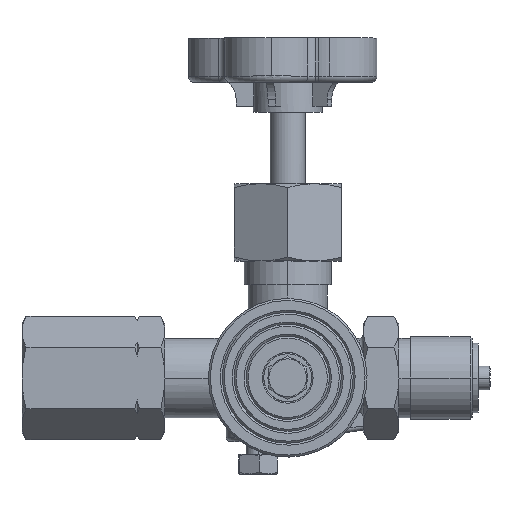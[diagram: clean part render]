
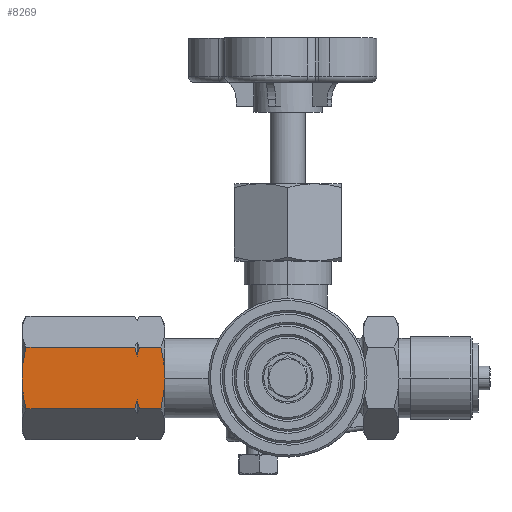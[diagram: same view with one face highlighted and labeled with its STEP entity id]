
A CAD part, top view. The second image highlights one B-rep face of the part: STEP entity #8269.
In plain terms, the highlighted face is planar.
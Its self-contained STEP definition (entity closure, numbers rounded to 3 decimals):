
#79 = CARTESIAN_POINT ( 'NONE',  ( 15.588, 0., 18. ) ) ;
#319 = CARTESIAN_POINT ( 'NONE',  ( 11.367, -7.313, 18. ) ) ;
#342 = B_SPLINE_CURVE_WITH_KNOTS ( 'NONE', 3,
 ( #14467, #10017, #4420, #14279 ),
 .UNSPECIFIED., .F., .F.,
 ( 4, 4 ),
 ( 0.012, 0.014 ),
 .UNSPECIFIED. ) ;
#343 = CARTESIAN_POINT ( 'NONE',  ( 7.794, -13.5, 18. ) ) ;
#580 = ORIENTED_EDGE ( 'NONE', *, *, #12267, .F. ) ;
#974 = CARTESIAN_POINT ( 'NONE',  ( 12.999, -4.485, 17.907 ) ) ;
#1399 = EDGE_CURVE ( 'NONE', #16700, #16220, #2729, .T. ) ;
#1613 = VERTEX_POINT ( 'NONE', #16278 ) ;
#1767 = B_SPLINE_CURVE_WITH_KNOTS ( 'NONE', 3,
 ( #2524, #3948, #12391, #9730 ),
 .UNSPECIFIED., .F., .F.,
 ( 4, 4 ),
 ( 0.025, 0.027 ),
 .UNSPECIFIED. ) ;
#1873 = EDGE_CURVE ( 'NONE', #18187, #8256, #342, .T. ) ;
#1875 = CARTESIAN_POINT ( 'NONE',  ( 7.794, -13.5, 18. ) ) ;
#1939 = VERTEX_POINT ( 'NONE', #5481 ) ;
#2209 = CARTESIAN_POINT ( 'NONE',  ( 14.298, -2.236, 17.561 ) ) ;
#2331 = B_SPLINE_CURVE_WITH_KNOTS ( 'NONE', 3,
 ( #14703, #18590, #17182, #15763 ),
 .UNSPECIFIED., .F., .F.,
 ( 4, 4 ),
 ( 0.012, 0.014 ),
 .UNSPECIFIED. ) ;
#2524 = CARTESIAN_POINT ( 'NONE',  ( 8.927, -11.539, 11. ) ) ;
#2645 = CARTESIAN_POINT ( 'NONE',  ( 11.691, -6.75, -18. ) ) ;
#2729 = LINE ( 'NONE', #79, #3209 ) ;
#2987 = ORIENTED_EDGE ( 'NONE', *, *, #18689, .F. ) ;
#3022 = FACE_OUTER_BOUND ( 'NONE', #10656, .T. ) ;
#3084 = ORIENTED_EDGE ( 'NONE', *, *, #4758, .F. ) ;
#3198 = DIRECTION ( 'NONE',  ( 0., 0., -1. ) ) ;
#3209 = VECTOR ( 'NONE', #11268, 1000. ) ;
#3247 = EDGE_CURVE ( 'NONE', #1613, #8200, #15689, .T. ) ;
#3337 = ORIENTED_EDGE ( 'NONE', *, *, #8544, .T. ) ;
#3393 = B_SPLINE_CURVE_WITH_KNOTS ( 'NONE', 3,
 ( #13357, #9178, #9370, #5016 ),
 .UNSPECIFIED., .F., .F.,
 ( 4, 4 ),
 ( 0.025, 0.027 ),
 .UNSPECIFIED. ) ;
#3498 = CARTESIAN_POINT ( 'NONE',  ( 7.794, -13.5, -17. ) ) ;
#3580 = LINE ( 'NONE', #1875, #14493 ) ;
#3948 = CARTESIAN_POINT ( 'NONE',  ( 8.545, -12.199, 11.167 ) ) ;
#4172 = CARTESIAN_POINT ( 'NONE',  ( 8.435, -12.39, 17.307 ) ) ;
#4257 = CARTESIAN_POINT ( 'NONE',  ( 8.927, -11.539, 11. ) ) ;
#4356 = LINE ( 'NONE', #11650, #9585 ) ;
#4420 = CARTESIAN_POINT ( 'NONE',  ( 8.547, -12.197, 10.834 ) ) ;
#4678 = CARTESIAN_POINT ( 'NONE',  ( 11.041, -7.876, 17.977 ) ) ;
#4758 = EDGE_CURVE ( 'NONE', #15088, #1939, #2331, .T. ) ;
#5016 = CARTESIAN_POINT ( 'NONE',  ( 15.588, 0., 10.423 ) ) ;
#5068 = CARTESIAN_POINT ( 'NONE',  ( 7.794, -13.5, 10.423 ) ) ;
#5152 = ORIENTED_EDGE ( 'NONE', *, *, #6267, .F. ) ;
#5481 = CARTESIAN_POINT ( 'NONE',  ( 14.456, -1.961, 11. ) ) ;
#5600 = CARTESIAN_POINT ( 'NONE',  ( 9.081, -11.271, 17.559 ) ) ;
#5772 = LINE ( 'NONE', #343, #18436 ) ;
#6267 = EDGE_CURVE ( 'NONE', #1939, #16700, #3393, .T. ) ;
#6453 = CARTESIAN_POINT ( 'NONE',  ( 11.036, -7.885, -18. ) ) ;
#6741 = CARTESIAN_POINT ( 'NONE',  ( 12.016, -6.187, -18. ) ) ;
#6859 = CARTESIAN_POINT ( 'NONE',  ( 11.691, -6.75, 18. ) ) ;
#6929 = CARTESIAN_POINT ( 'NONE',  ( 15.588, 0., -17. ) ) ;
#6963 = EDGE_CURVE ( 'NONE', #18442, #12152, #9904, .T. ) ;
#7438 = CARTESIAN_POINT ( 'NONE',  ( 7.794, -13.5, 11.577 ) ) ;
#7558 = DIRECTION ( 'NONE',  ( 0., 0., -1. ) ) ;
#7774 = CARTESIAN_POINT ( 'NONE',  ( 11.691, -6.75, -18. ) ) ;
#7976 = CARTESIAN_POINT ( 'NONE',  ( 15.588, 0., 17. ) ) ;
#8200 = VERTEX_POINT ( 'NONE', #9758 ) ;
#8256 = VERTEX_POINT ( 'NONE', #4257 ) ;
#8265 = CARTESIAN_POINT ( 'NONE',  ( 11.691, -6.75, -18. ) ) ;
#8269 = ADVANCED_FACE ( 'NONE', ( #3022 ), #10035, .F. ) ;
#8544 = EDGE_CURVE ( 'NONE', #18187, #18442, #3580, .T. ) ;
#9178 = CARTESIAN_POINT ( 'NONE',  ( 14.837, -1.301, 10.833 ) ) ;
#9370 = CARTESIAN_POINT ( 'NONE',  ( 15.214, -0.648, 10.639 ) ) ;
#9585 = VECTOR ( 'NONE', #11755, 1000. ) ;
#9730 = CARTESIAN_POINT ( 'NONE',  ( 7.794, -13.5, 11.577 ) ) ;
#9758 = CARTESIAN_POINT ( 'NONE',  ( 7.794, -13.5, 17. ) ) ;
#9764 = CARTESIAN_POINT ( 'NONE',  ( 12.995, -4.493, -17.888 ) ) ;
#9904 = B_SPLINE_CURVE_WITH_KNOTS ( 'NONE', 3,
 ( #3498, #13437, #11934, #12119, #6453, #7774 ),
 .UNSPECIFIED., .F., .F.,
 ( 4, 2, 4 ),
 ( 0., 0.004, 0.008 ),
 .UNSPECIFIED. ) ;
#9948 = CARTESIAN_POINT ( 'NONE',  ( 15.588, 0., 10.423 ) ) ;
#9974 = CARTESIAN_POINT ( 'NONE',  ( 15.588, 0., 11.577 ) ) ;
#10017 = CARTESIAN_POINT ( 'NONE',  ( 8.168, -12.853, 10.638 ) ) ;
#10035 = PLANE ( 'NONE',  #18425 ) ;
#10636 = VERTEX_POINT ( 'NONE', #7438 ) ;
#10656 = EDGE_LOOP ( 'NONE', ( #5152, #3084, #580, #15954, #15462, #17874, #2987, #14029, #3337, #13326, #18581, #15203 ) ) ;
#10734 = B_SPLINE_CURVE_WITH_KNOTS ( 'NONE', 3,
 ( #15207, #13957, #2209, #974, #14043, #6859 ),
 .UNSPECIFIED., .F., .F.,
 ( 4, 2, 4 ),
 ( 0., 0.004, 0.008 ),
 .UNSPECIFIED. ) ;
#11185 = CARTESIAN_POINT ( 'NONE',  ( 12.342, -5.624, -17.977 ) ) ;
#11268 = DIRECTION ( 'NONE',  ( 0., 0., -1. ) ) ;
#11556 = CARTESIAN_POINT ( 'NONE',  ( 10.06, -9.575, 17.821 ) ) ;
#11650 = CARTESIAN_POINT ( 'NONE',  ( 15.588, 0., 18. ) ) ;
#11755 = DIRECTION ( 'NONE',  ( 0., 0., -1. ) ) ;
#11934 = CARTESIAN_POINT ( 'NONE',  ( 9.085, -11.264, -17.561 ) ) ;
#12087 = VERTEX_POINT ( 'NONE', #7976 ) ;
#12119 = CARTESIAN_POINT ( 'NONE',  ( 10.384, -9.015, -17.907 ) ) ;
#12152 = VERTEX_POINT ( 'NONE', #8265 ) ;
#12267 = EDGE_CURVE ( 'NONE', #12087, #15088, #4356, .T. ) ;
#12391 = CARTESIAN_POINT ( 'NONE',  ( 8.168, -12.852, 11.361 ) ) ;
#12595 = CARTESIAN_POINT ( 'NONE',  ( 14.948, -1.11, -17.307 ) ) ;
#12958 = CARTESIAN_POINT ( 'NONE',  ( 15.588, 0., -17. ) ) ;
#13155 = DIRECTION ( 'NONE',  ( -0.5, -0.866, 0. ) ) ;
#13309 = CARTESIAN_POINT ( 'NONE',  ( 11.691, -6.75, 18. ) ) ;
#13326 = ORIENTED_EDGE ( 'NONE', *, *, #6963, .T. ) ;
#13357 = CARTESIAN_POINT ( 'NONE',  ( 14.456, -1.961, 11. ) ) ;
#13437 = CARTESIAN_POINT ( 'NONE',  ( 8.439, -12.384, -17.309 ) ) ;
#13957 = CARTESIAN_POINT ( 'NONE',  ( 14.944, -1.116, 17.309 ) ) ;
#14029 = ORIENTED_EDGE ( 'NONE', *, *, #1873, .F. ) ;
#14043 = CARTESIAN_POINT ( 'NONE',  ( 12.347, -5.615, 18. ) ) ;
#14096 = EDGE_CURVE ( 'NONE', #12152, #16220, #16391, .T. ) ;
#14279 = CARTESIAN_POINT ( 'NONE',  ( 8.927, -11.539, 11. ) ) ;
#14467 = CARTESIAN_POINT ( 'NONE',  ( 7.794, -13.5, 10.423 ) ) ;
#14493 = VECTOR ( 'NONE', #3198, 1000. ) ;
#14622 = CARTESIAN_POINT ( 'NONE',  ( 7.794, -13.5, -17. ) ) ;
#14703 = CARTESIAN_POINT ( 'NONE',  ( 15.588, 0., 11.577 ) ) ;
#14957 = EDGE_CURVE ( 'NONE', #12087, #1613, #10734, .T. ) ;
#15088 = VERTEX_POINT ( 'NONE', #9974 ) ;
#15203 = ORIENTED_EDGE ( 'NONE', *, *, #1399, .F. ) ;
#15207 = CARTESIAN_POINT ( 'NONE',  ( 15.588, 0., 17. ) ) ;
#15462 = ORIENTED_EDGE ( 'NONE', *, *, #3247, .T. ) ;
#15689 = B_SPLINE_CURVE_WITH_KNOTS ( 'NONE', 3,
 ( #13309, #319, #4678, #18567, #11556, #5600, #4172, #18481 ),
 .UNSPECIFIED., .F., .F.,
 ( 4, 2, 2, 4 ),
 ( 0.008, 0.01, 0.012, 0.016 ),
 .UNSPECIFIED. ) ;
#15763 = CARTESIAN_POINT ( 'NONE',  ( 14.456, -1.961, 11. ) ) ;
#15815 = DIRECTION ( 'NONE',  ( -0.866, 0.5, 0. ) ) ;
#15954 = ORIENTED_EDGE ( 'NONE', *, *, #14957, .T. ) ;
#16101 = EDGE_CURVE ( 'NONE', #8200, #10636, #5772, .T. ) ;
#16220 = VERTEX_POINT ( 'NONE', #12958 ) ;
#16278 = CARTESIAN_POINT ( 'NONE',  ( 11.691, -6.75, 18. ) ) ;
#16391 = B_SPLINE_CURVE_WITH_KNOTS ( 'NONE', 3,
 ( #2645, #6741, #11185, #9764, #18475, #16958, #12595, #6929 ),
 .UNSPECIFIED., .F., .F.,
 ( 4, 2, 2, 4 ),
 ( 0.008, 0.01, 0.012, 0.016 ),
 .UNSPECIFIED. ) ;
#16700 = VERTEX_POINT ( 'NONE', #9948 ) ;
#16958 = CARTESIAN_POINT ( 'NONE',  ( 14.302, -2.229, -17.559 ) ) ;
#17182 = CARTESIAN_POINT ( 'NONE',  ( 14.836, -1.303, 11.166 ) ) ;
#17516 = CARTESIAN_POINT ( 'NONE',  ( 7.794, -13.5, 18. ) ) ;
#17874 = ORIENTED_EDGE ( 'NONE', *, *, #16101, .T. ) ;
#18187 = VERTEX_POINT ( 'NONE', #5068 ) ;
#18425 = AXIS2_PLACEMENT_3D ( 'NONE', #17516, #15815, #13155 ) ;
#18436 = VECTOR ( 'NONE', #7558, 1000. ) ;
#18442 = VERTEX_POINT ( 'NONE', #14622 ) ;
#18475 = CARTESIAN_POINT ( 'NONE',  ( 13.323, -3.925, -17.821 ) ) ;
#18481 = CARTESIAN_POINT ( 'NONE',  ( 7.794, -13.5, 17. ) ) ;
#18567 = CARTESIAN_POINT ( 'NONE',  ( 10.388, -9.007, 17.888 ) ) ;
#18581 = ORIENTED_EDGE ( 'NONE', *, *, #14096, .T. ) ;
#18590 = CARTESIAN_POINT ( 'NONE',  ( 15.215, -0.647, 11.362 ) ) ;
#18689 = EDGE_CURVE ( 'NONE', #8256, #10636, #1767, .T. ) ;
